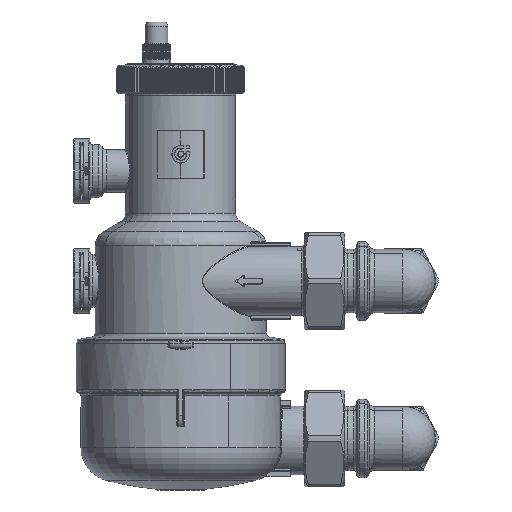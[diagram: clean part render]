
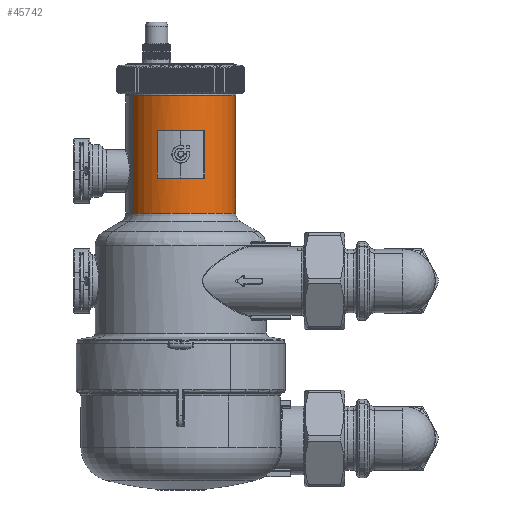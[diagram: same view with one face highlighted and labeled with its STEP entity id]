
A CAD part, left-side view. The second image highlights one B-rep face of the part: STEP entity #45742.
In plain terms, the highlighted cylindrical face has radius 27.15 mm (diameter 54.3 mm), a partial arc.
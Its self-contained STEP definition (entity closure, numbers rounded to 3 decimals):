
#44591=CARTESIAN_POINT('Vertex',(-13.016,23.826,91.7)) ;
#44598=CARTESIAN_POINT('Vertex',(13.016,-23.826,91.7)) ;
#45236=CARTESIAN_POINT('Axis2P3D Location',(0.,0.,91.7)) ;
#45258=CARTESIAN_POINT('Vertex',(-24.571,11.55,50.8)) ;
#45261=CARTESIAN_POINT('Axis2P3D Location',(0.,0.,50.8)) ;
#45265=CARTESIAN_POINT('Vertex',(-24.571,-11.55,50.8)) ;
#45288=CARTESIAN_POINT('Control Point',(-24.485,-11.731,51.)) ;
#45289=CARTESIAN_POINT('Control Point',(-24.485,-11.731,50.922)) ;
#45290=CARTESIAN_POINT('Control Point',(-24.503,-11.693,50.842)) ;
#45291=CARTESIAN_POINT('Control Point',(-24.537,-11.621,50.8)) ;
#45292=CARTESIAN_POINT('Control Point',(-24.571,-11.55,50.8)) ;
#45293=CARTESIAN_POINT('Vertex',(-24.485,-11.731,51.)) ;
#45313=CARTESIAN_POINT('Line Origine',(-24.485,-11.731,62.8)) ;
#45317=CARTESIAN_POINT('Vertex',(-24.485,-11.731,74.6)) ;
#45339=CARTESIAN_POINT('Control Point',(-24.485,-11.731,74.6)) ;
#45340=CARTESIAN_POINT('Control Point',(-24.485,-11.731,74.678)) ;
#45341=CARTESIAN_POINT('Control Point',(-24.503,-11.693,74.758)) ;
#45342=CARTESIAN_POINT('Control Point',(-24.537,-11.621,74.8)) ;
#45343=CARTESIAN_POINT('Control Point',(-24.571,-11.55,74.8)) ;
#45344=CARTESIAN_POINT('Vertex',(-24.571,-11.55,74.8)) ;
#45364=CARTESIAN_POINT('Axis2P3D Location',(0.,0.,74.8)) ;
#45368=CARTESIAN_POINT('Vertex',(-24.571,11.55,74.8)) ;
#45391=CARTESIAN_POINT('Control Point',(-24.485,11.731,74.6)) ;
#45392=CARTESIAN_POINT('Control Point',(-24.485,11.731,74.678)) ;
#45393=CARTESIAN_POINT('Control Point',(-24.503,11.693,74.758)) ;
#45394=CARTESIAN_POINT('Control Point',(-24.537,11.621,74.8)) ;
#45395=CARTESIAN_POINT('Control Point',(-24.571,11.55,74.8)) ;
#45396=CARTESIAN_POINT('Vertex',(-24.485,11.731,74.6)) ;
#45416=CARTESIAN_POINT('Line Origine',(-24.485,11.731,62.8)) ;
#45420=CARTESIAN_POINT('Vertex',(-24.485,11.731,51.)) ;
#45442=CARTESIAN_POINT('Control Point',(-24.485,11.731,51.)) ;
#45443=CARTESIAN_POINT('Control Point',(-24.485,11.731,50.922)) ;
#45444=CARTESIAN_POINT('Control Point',(-24.503,11.693,50.842)) ;
#45445=CARTESIAN_POINT('Control Point',(-24.537,11.621,50.8)) ;
#45446=CARTESIAN_POINT('Control Point',(-24.571,11.55,50.8)) ;
#45543=CARTESIAN_POINT('Axis2P3D Location',(0.,0.,20.3)) ;
#45548=CARTESIAN_POINT('Line Origine',(-13.016,23.826,61.252)) ;
#45552=CARTESIAN_POINT('Vertex',(-13.016,23.826,33.691)) ;
#45555=CARTESIAN_POINT('Line Origine',(13.016,-23.826,61.252)) ;
#45559=CARTESIAN_POINT('Vertex',(13.016,-23.826,33.691)) ;
#45721=CARTESIAN_POINT('Axis2P3D Location',(0.,0.,33.691)) ;
#45315=VECTOR('Line Direction',#45314,1.) ;
#45418=VECTOR('Line Direction',#45417,1.) ;
#45550=VECTOR('Line Direction',#45549,1.) ;
#45557=VECTOR('Line Direction',#45556,1.) ;
#45237=DIRECTION('Axis2P3D Direction',(0.,0.,1.)) ;
#45262=DIRECTION('Axis2P3D Direction',(0.,0.,1.)) ;
#45314=DIRECTION('Vector Direction',(0.,0.,1.)) ;
#45365=DIRECTION('Axis2P3D Direction',(0.,0.,-1.)) ;
#45417=DIRECTION('Vector Direction',(0.,0.,-1.)) ;
#45544=DIRECTION('Axis2P3D Direction',(0.,0.,1.)) ;
#45545=DIRECTION('Axis2P3D XDirection',(0.479,-0.878,0.)) ;
#45549=DIRECTION('Vector Direction',(0.,0.,1.)) ;
#45556=DIRECTION('Vector Direction',(0.,0.,1.)) ;
#45722=DIRECTION('Axis2P3D Direction',(0.,0.,1.)) ;
#45238=AXIS2_PLACEMENT_3D('Circle Axis2P3D',#45236,#45237,$) ;
#45263=AXIS2_PLACEMENT_3D('Circle Axis2P3D',#45261,#45262,$) ;
#45366=AXIS2_PLACEMENT_3D('Circle Axis2P3D',#45364,#45365,$) ;
#45546=AXIS2_PLACEMENT_3D('Cylinder Axis2P3D',#45543,#45544,#45545) ;
#45723=AXIS2_PLACEMENT_3D('Circle Axis2P3D',#45721,#45722,$) ;
#45316=LINE('Line',#45313,#45315) ;
#45419=LINE('Line',#45416,#45418) ;
#45551=LINE('Line',#45548,#45550) ;
#45558=LINE('Line',#45555,#45557) ;
#45239=CIRCLE('generated circle',#45238,27.15) ;
#45264=CIRCLE('generated circle',#45263,27.15) ;
#45367=CIRCLE('generated circle',#45366,27.15) ;
#45724=CIRCLE('generated circle',#45723,27.15) ;
#45547=CYLINDRICAL_SURFACE('generated cylinder',#45546,27.15) ;
#45741=FACE_BOUND('',#45732,.T.) ;
#45240=EDGE_CURVE('',#44592,#44599,#45239,.T.) ;
#45267=EDGE_CURVE('',#45266,#45259,#45264,.F.) ;
#45295=EDGE_CURVE('',#45294,#45266,#45287,.T.) ;
#45319=EDGE_CURVE('',#45294,#45318,#45316,.T.) ;
#45346=EDGE_CURVE('',#45318,#45345,#45338,.T.) ;
#45370=EDGE_CURVE('',#45369,#45345,#45367,.F.) ;
#45398=EDGE_CURVE('',#45397,#45369,#45390,.T.) ;
#45422=EDGE_CURVE('',#45397,#45421,#45419,.T.) ;
#45447=EDGE_CURVE('',#45421,#45259,#45441,.T.) ;
#45554=EDGE_CURVE('',#45553,#44592,#45551,.T.) ;
#45561=EDGE_CURVE('',#45560,#44599,#45558,.T.) ;
#45725=EDGE_CURVE('',#45560,#45553,#45724,.F.) ;
#45727=ORIENTED_EDGE('',*,*,#45561,.T.) ;
#45728=ORIENTED_EDGE('',*,*,#45240,.F.) ;
#45729=ORIENTED_EDGE('',*,*,#45554,.F.) ;
#45730=ORIENTED_EDGE('',*,*,#45725,.F.) ;
#45733=ORIENTED_EDGE('',*,*,#45447,.F.) ;
#45734=ORIENTED_EDGE('',*,*,#45422,.F.) ;
#45735=ORIENTED_EDGE('',*,*,#45398,.T.) ;
#45736=ORIENTED_EDGE('',*,*,#45370,.T.) ;
#45737=ORIENTED_EDGE('',*,*,#45346,.F.) ;
#45738=ORIENTED_EDGE('',*,*,#45319,.F.) ;
#45739=ORIENTED_EDGE('',*,*,#45295,.T.) ;
#45740=ORIENTED_EDGE('',*,*,#45267,.T.) ;
#45726=EDGE_LOOP('',(#45727,#45728,#45729,#45730)) ;
#45732=EDGE_LOOP('',(#45733,#45734,#45735,#45736,#45737,#45738,#45739,#45740)) ;
#44592=VERTEX_POINT('',#44591) ;
#44599=VERTEX_POINT('',#44598) ;
#45259=VERTEX_POINT('',#45258) ;
#45266=VERTEX_POINT('',#45265) ;
#45294=VERTEX_POINT('',#45293) ;
#45318=VERTEX_POINT('',#45317) ;
#45345=VERTEX_POINT('',#45344) ;
#45369=VERTEX_POINT('',#45368) ;
#45397=VERTEX_POINT('',#45396) ;
#45421=VERTEX_POINT('',#45420) ;
#45553=VERTEX_POINT('',#45552) ;
#45560=VERTEX_POINT('',#45559) ;
#45742=ADVANCED_FACE('PartBody',(#45731,#45741),#45547,.T.) ;
#45287=B_SPLINE_CURVE_WITH_KNOTS('',4,(#45288,#45289,#45290,#45291,#45292),.UNSPECIFIED.,.F.,.U.,(5,5),(0.,0.443),.UNSPECIFIED.) ;
#45338=B_SPLINE_CURVE_WITH_KNOTS('',4,(#45339,#45340,#45341,#45342,#45343),.UNSPECIFIED.,.F.,.U.,(5,5),(0.,0.443),.UNSPECIFIED.) ;
#45390=B_SPLINE_CURVE_WITH_KNOTS('',4,(#45391,#45392,#45393,#45394,#45395),.UNSPECIFIED.,.F.,.U.,(5,5),(0.,0.443),.UNSPECIFIED.) ;
#45441=B_SPLINE_CURVE_WITH_KNOTS('',4,(#45442,#45443,#45444,#45445,#45446),.UNSPECIFIED.,.F.,.U.,(5,5),(0.,0.443),.UNSPECIFIED.) ;
#45731=FACE_OUTER_BOUND('',#45726,.T.) ;
